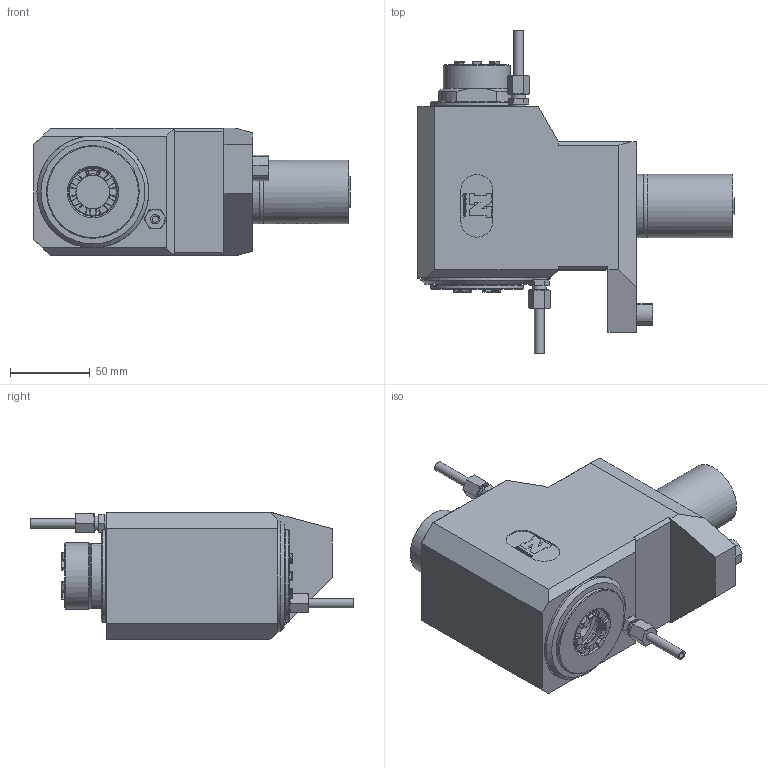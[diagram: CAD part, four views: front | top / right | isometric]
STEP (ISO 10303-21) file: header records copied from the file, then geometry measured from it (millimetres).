
FILE_DESCRIPTION(/* description */ ('8 039 45 011.02'),/* implementation_level */ '2;1');
FILE_NAME(/* name */ '8 039 45 011.02',/* time_stamp */ '2022-05-04T07:28:41+02:00',/* author */ ('heimatec GmbH'),/* organization */ (''),/* preprocessor_version */ 'ST-DEVELOPER v16.7',/* originating_system */ 'Solid Edge',/* authorisation */ 'Unknown');
FILE_SCHEMA (('AUTOMOTIVE_DESIGN {1 0 10303 214 3 1 1}'));
Length unit declared in the file: millimetre
Products named in the file (1): Part2
Bounding box: 198 x 202.5 x 80 mm (x, y, z)
Volume: 1195240.9 mm3; surface area: 99454 mm2
Topology: 1 solids, 4 shells, 548 faces, 1457 edges, 962 vertices
Faces by surface type: plane 295, cylinder 190, cone 52, torus 5, sphere 4, bspline 2
Full cylindrical faces by diameter (mm): 0.425 x1, 0.51 x1, 1.6 x2, 4 x2, 6 x2, 8.917 x2, 12 x1, 20.9 x2, 29.5 x2, 30.376 x4, 32.2 x2, 38.6 x2, 40 x4, 42 x1, 50 x2, 50.8 x3, 58 x3, 70 x1
Entity records: 16915 total; most frequent: CARTESIAN_POINT 4118, ORIENTED_EDGE 2674, DIRECTION 2481, EDGE_CURVE 1337, VERTEX_POINT 916, AXIS2_PLACEMENT_3D 911, FACE_BOUND 673, EDGE_LOOP 671
